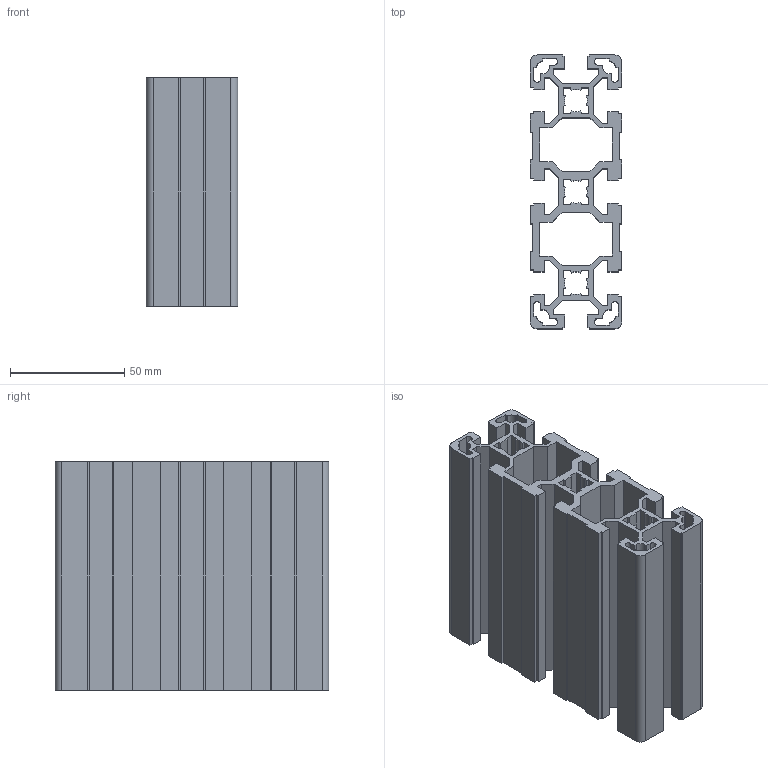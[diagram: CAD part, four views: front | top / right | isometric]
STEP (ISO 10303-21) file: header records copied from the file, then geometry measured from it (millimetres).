
FILE_DESCRIPTION (( 'STEP AP203' ), '1' );
FILE_NAME ('AL-PS-40120 Àëþìèíèåâûé êîíñòðóêöèîííûé ïðîôèëü 40x120 áåç ïîêðûòèÿ.STEP', '2023-11-03T05:38:45', ( '' ), ( '' ), 'SwSTEP 2.0', 'SolidWorks 2021', '' );
FILE_SCHEMA (( 'CONFIG_CONTROL_DESIGN' ));
Length unit declared in the file: millimetre
Products named in the file (1): AL-PS-40120 Àëþìèíèåâûé êîíñòðóêöèîííûé ïðîôèëü 40x120 áåç ïîêðûòèÿ
Bounding box: 40 x 120 x 100 mm (x, y, z)
Volume: 154252.9 mm3; surface area: 117472.3 mm2
Topology: 1 solids, 1 shells, 283 faces, 843 edges, 562 vertices
Faces by surface type: plane 238, cylinder 45
Entity records: 9500 total; most frequent: CARTESIAN_POINT 1689, ORIENTED_EDGE 1686, DIRECTION 1501, EDGE_CURVE 843, VECTOR 753, LINE 753, VERTEX_POINT 562, AXIS2_PLACEMENT_3D 374
